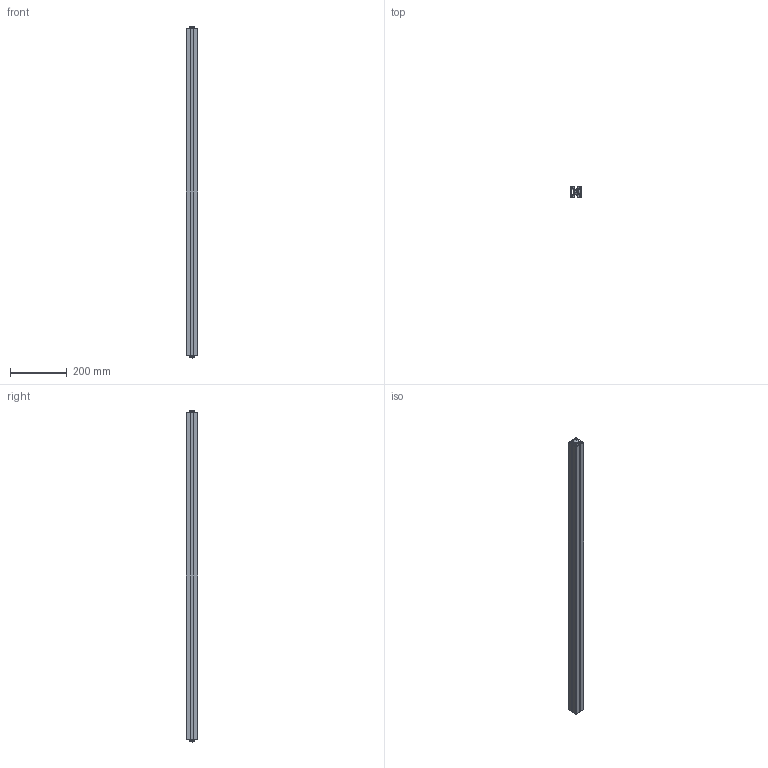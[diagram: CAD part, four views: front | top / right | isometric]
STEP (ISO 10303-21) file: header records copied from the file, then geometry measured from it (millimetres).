
FILE_DESCRIPTION(/* description */ ('Unknown'),/* implementation_level */ '2;1');
FILE_NAME(/* name */ '115.00103 Traverse TQ 1150 kpl',/* time_stamp */ '2017-05-17T11:04:55+02:00',/* author */ ('Unknown'),/* organization */ ('Unknown'),/* preprocessor_version */ 'ST-DEVELOPER v16.7',/* originating_system */ 'DEX',/* authorisation */ $);
FILE_SCHEMA (('AUTOMOTIVE_DESIGN {1 0 10303 214 3 1 1}'));
Length unit declared in the file: millimetre
Products named in the file (3): 115.00103; 119.00193; 142.00210
Assembly tree (3 placements, depth 2):
  115.00103
    119.00193
    142.00210  x2
Bounding box: 40 x 40 x 1168 mm (x, y, z)
Volume: 902744.5 mm3; surface area: 515247.4 mm2
Topology: 5 solids, 5 shells, 115 faces, 297 edges, 194 vertices
Faces by surface type: plane 72, cylinder 33, cone 6, sphere 2, torus 2
Full cylindrical faces by diameter (mm): 5 x4, 7.8 x2, 11.3 x2, 11.5 x2, 12 x2, 12.2 x2, 13.5 x2, 13.7 x3, 18 x4, 18.1 x2
Entity records: 4828 total; most frequent: CARTESIAN_POINT 2467, DIRECTION 460, ORIENTED_EDGE 442, EDGE_CURVE 221, VERTEX_POINT 160, LINE 158, VECTOR 158, AXIS2_PLACEMENT_3D 151
